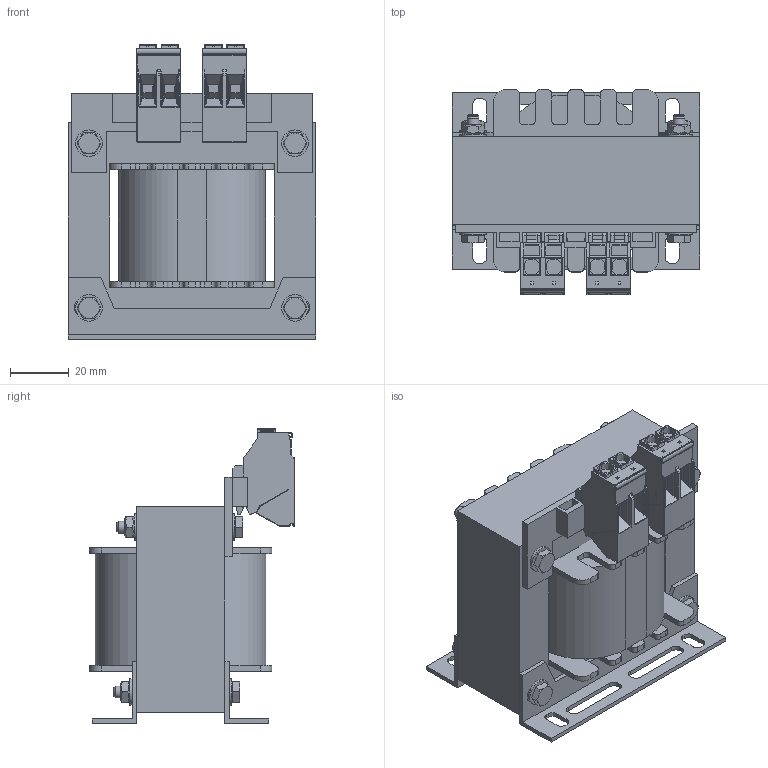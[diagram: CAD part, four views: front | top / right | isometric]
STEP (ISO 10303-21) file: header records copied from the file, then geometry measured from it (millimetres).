
FILE_DESCRIPTION(/* description */ (''),/* implementation_level */ '2;1');
FILE_NAME(/* name */ 'TS000753000.stp',/* time_stamp */ '2022-09-20T13:06:59+02:00',/* author */ ('velazquez'),/* organization */ ('MANUMAG'),/* preprocessor_version */ 'ST-DEVELOPER v19.2',/* originating_system */ 'Autodesk Inventor 2023',/* authorisation */ '');
FILE_SCHEMA (('AUTOMOTIVE_DESIGN { 1 0 10303 214 3 1 1 }'));
Products named in the file (10): TS000753000; EI84 x 70 - 30 (RC28); AF28DIN; RC28; EI84; DIN 933 - M4  x 40; DIN 125 - A 4,3; DIN 934 - M4; 1223_TKS_4_2 NARANJA; ficha2faston1223_TKS_4_2
Assembly tree (23 placements, depth 2):
  TS000753000
    EI84 x 70 - 30 (RC28)
    AF28DIN  x2
    RC28
    EI84
    DIN 933 - M4  x 40  x4
    DIN 125 - A 4,3  x8
    DIN 934 - M4  x4
    1223_TKS_4_2 NARANJA
    ficha2faston1223_TKS_4_2
Bounding box: 84 x 69.7 x 100.2 mm (x, y, z)
Volume: 235684.1 mm3; surface area: 76258.1 mm2
Topology: 23 solids, 23 shells, 3769 faces, 10500 edges, 6838 vertices
Faces by surface type: plane 3015, cylinder 520, bspline 106, torus 76, cone 48, sphere 4
Full cylindrical faces by diameter (mm): 3.242 x4, 3.621 x4, 4 x6, 4.3 x8, 4.5 x4, 5.9 x4, 9 x8
Entity records: 119830 total; most frequent: CARTESIAN_POINT 24884, ORIENTED_EDGE 20114, DIRECTION 18074, EDGE_CURVE 10057, LINE 8772, VECTOR 8772, VERTEX_POINT 6559, AXIS2_PLACEMENT_3D 4651
